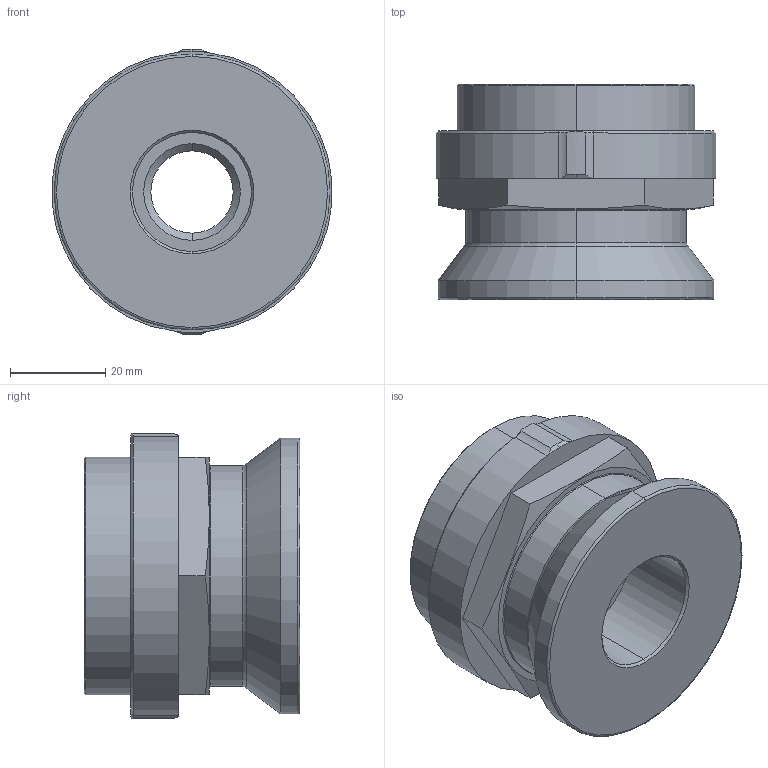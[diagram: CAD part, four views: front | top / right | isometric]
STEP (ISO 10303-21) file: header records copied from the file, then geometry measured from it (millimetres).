
FILE_DESCRIPTION (( 'STEP AP214' ), '1' );
FILE_NAME ('2000 210 EZNi m.AG ø50_M20 BI.9.8 Speedy metec 3 063-045.STEP', '2014-05-27T11:06:58', ( '' ), ( '' ), 'SwSTEP 2.0', 'SolidWorks 2013', '' );
FILE_SCHEMA (( 'AUTOMOTIVE_DESIGN' ));
Length unit declared in the file: millimetre
Products named in the file (1): 2000 210 EZNi m.AG ø50_M20 BI.9.8 Speedy metec 3 063-045
Bounding box: 58.79 x 45.3 x 60 mm (x, y, z)
Volume: 84970.6 mm3; surface area: 16439.6 mm2
Topology: 1 solids, 1 shells, 61 faces, 142 edges, 87 vertices
Faces by surface type: cone 24, cylinder 19, plane 12, torus 6
Entity records: 1861 total; most frequent: CARTESIAN_POINT 387, DIRECTION 319, ORIENTED_EDGE 284, EDGE_CURVE 142, AXIS2_PLACEMENT_3D 135, VERTEX_POINT 87, CIRCLE 73, EDGE_LOOP 67
